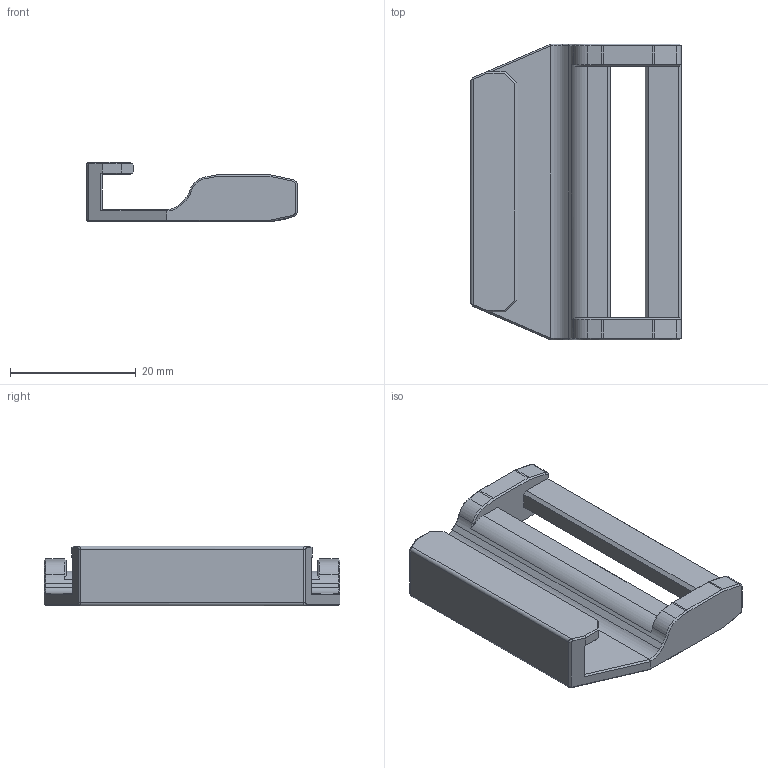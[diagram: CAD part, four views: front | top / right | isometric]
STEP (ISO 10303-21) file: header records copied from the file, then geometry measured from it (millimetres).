
FILE_DESCRIPTION(/* description */ (''),/* implementation_level */ '2;1');
FILE_NAME(/* name */ 'Quick_Release_Latch_38mm.step',/* time_stamp */ '2024-04-07T09:08:05-07:00',/* author */ (''),/* organization */ (''),/* preprocessor_version */ 'ST-DEVELOPER v20',/* originating_system */ 'Autodesk Translation Framework v12.20.1.177',/* authorisation */ '');
FILE_SCHEMA (('AUTOMOTIVE_DESIGN { 1 0 10303 214 3 1 1 }'));
Length unit declared in the file: millimetre
Products named in the file (1): Quick_Release
Bounding box: 33.5 x 47 x 9.5 mm (x, y, z)
Volume: 5486.3 mm3; surface area: 4549.4 mm2
Topology: 1 solids, 1 shells, 129 faces, 323 edges, 194 vertices
Faces by surface type: plane 64, bspline 26, cone 24, cylinder 15
Entity records: 4120 total; most frequent: CARTESIAN_POINT 1167, ORIENTED_EDGE 646, DIRECTION 539, EDGE_CURVE 323, LINE 223, VECTOR 223, VERTEX_POINT 194, AXIS2_PLACEMENT_3D 158
